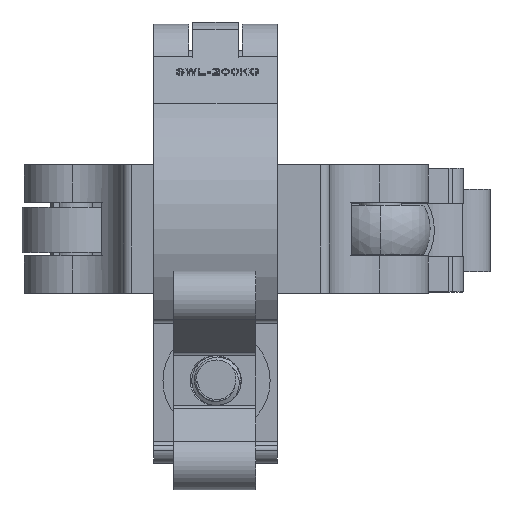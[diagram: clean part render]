
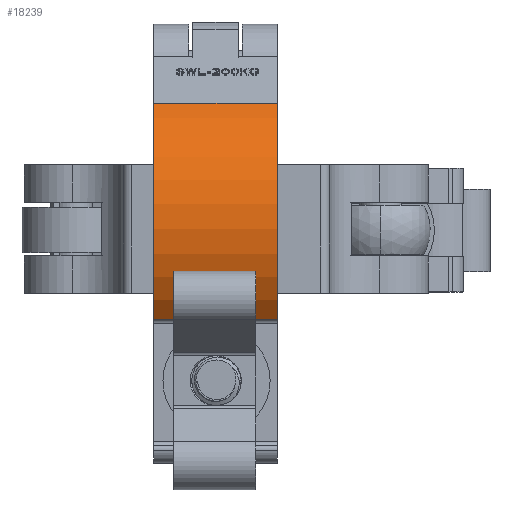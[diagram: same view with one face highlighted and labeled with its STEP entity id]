
A CAD part, top view. The second image highlights one B-rep face of the part: STEP entity #18239.
In plain terms, the highlighted cylindrical face has radius 35.4 mm (diameter 70.8 mm), a partial arc.
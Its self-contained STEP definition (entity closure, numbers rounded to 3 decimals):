
#611=CYLINDRICAL_SURFACE('',#19401,35.4);
#973=FACE_OUTER_BOUND('',#2001,.T.);
#2001=EDGE_LOOP('',(#12523,#12524,#12525,#12526));
#3091=LINE('',#25810,#5149);
#3092=LINE('',#25812,#5150);
#5149=VECTOR('',#21066,30.);
#5150=VECTOR('',#21069,30.);
#7163=CIRCLE('',#19363,35.4);
#7168=CIRCLE('',#19371,35.4);
#7524=VERTEX_POINT('',#25685);
#7525=VERTEX_POINT('',#25687);
#7537=VERTEX_POINT('',#25724);
#7538=VERTEX_POINT('',#25726);
#9424=EDGE_CURVE('',#7525,#7524,#7163,.T.);
#9440=EDGE_CURVE('',#7537,#7538,#7168,.T.);
#9483=EDGE_CURVE('',#7524,#7538,#3091,.T.);
#9484=EDGE_CURVE('',#7525,#7537,#3092,.T.);
#12523=ORIENTED_EDGE('',*,*,#9483,.T.);
#12524=ORIENTED_EDGE('',*,*,#9440,.F.);
#12525=ORIENTED_EDGE('',*,*,#9484,.F.);
#12526=ORIENTED_EDGE('',*,*,#9424,.T.);
#18239=ADVANCED_FACE('',(#973),#611,.T.);
#19363=AXIS2_PLACEMENT_3D('',#25688,#20951,#20952);
#19371=AXIS2_PLACEMENT_3D('',#25727,#20977,#20978);
#19401=AXIS2_PLACEMENT_3D('',#25811,#21067,#21068);
#20951=DIRECTION('center_axis',(1.,0.,0.));
#20952=DIRECTION('ref_axis',(0.,0.838,0.545));
#20977=DIRECTION('center_axis',(1.,0.,0.));
#20978=DIRECTION('ref_axis',(0.,0.838,0.545));
#21066=DIRECTION('',(1.,0.,0.));
#21067=DIRECTION('center_axis',(1.,0.,0.));
#21068=DIRECTION('ref_axis',(0.,1.,0.024));
#21069=DIRECTION('',(1.,0.,0.));
#25685=CARTESIAN_POINT('',(298.189,-78.387,157.225));
#25687=CARTESIAN_POINT('',(298.189,-25.798,149.529));
#25688=CARTESIAN_POINT('Origin',(298.189,-55.479,130.237));
#25724=CARTESIAN_POINT('',(328.189,-25.798,149.529));
#25726=CARTESIAN_POINT('',(328.189,-78.387,157.225));
#25727=CARTESIAN_POINT('Origin',(328.189,-55.479,130.237));
#25810=CARTESIAN_POINT('',(298.189,-78.387,157.225));
#25811=CARTESIAN_POINT('Origin',(298.189,-55.479,130.237));
#25812=CARTESIAN_POINT('',(298.189,-25.798,149.529));
